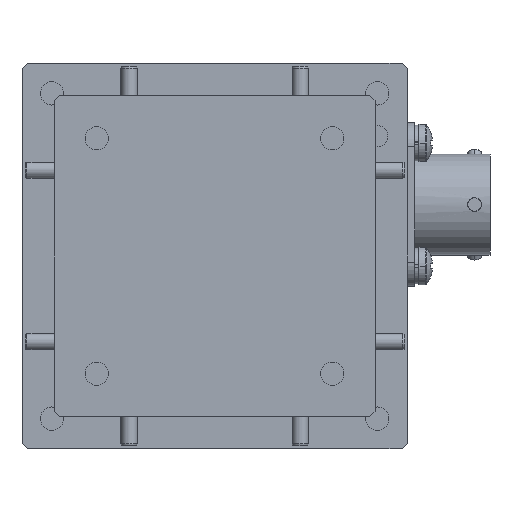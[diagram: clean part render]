
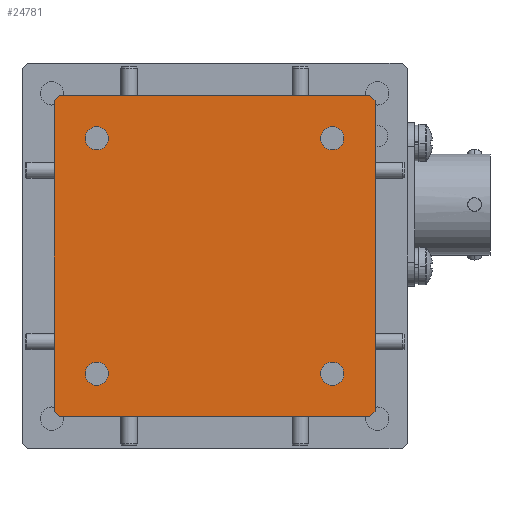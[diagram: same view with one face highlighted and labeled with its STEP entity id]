
A CAD part, front view. The second image highlights one B-rep face of the part: STEP entity #24781.
In plain terms, the highlighted planar face has unit normal (0, -1, 0).
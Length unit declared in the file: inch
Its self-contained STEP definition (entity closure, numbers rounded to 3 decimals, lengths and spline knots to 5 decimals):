
#194 = DIRECTION ( 'NONE',  ( 0., -1., 0. ) ) ;
#339 = DIRECTION ( 'NONE',  ( 0., -1., 0. ) ) ;
#482 = VERTEX_POINT ( 'NONE', #10736 ) ;
#565 = EDGE_CURVE ( 'NONE', #24550, #9662, #14406, .T. ) ;
#687 = DIRECTION ( 'NONE',  ( 0., -1., 0. ) ) ;
#755 = CARTESIAN_POINT ( 'NONE',  ( -0.68745, 0., 0.68745 ) ) ;
#1046 = VECTOR ( 'NONE', #4505, 39.37008 ) ;
#1120 = EDGE_CURVE ( 'NONE', #24550, #30460, #23148, .T. ) ;
#1201 = AXIS2_PLACEMENT_3D ( 'NONE', #4056, #25808, #15933 ) ;
#1450 = EDGE_LOOP ( 'NONE', ( #27912, #29795, #25759, #15422, #18177, #14545, #15897, #1869 ) ) ;
#1869 = ORIENTED_EDGE ( 'NONE', *, *, #17987, .T. ) ;
#2136 = CARTESIAN_POINT ( 'NONE',  ( 0.68745, 0., -0.68745 ) ) ;
#2178 = DIRECTION ( 'NONE',  ( -1., 0., 0. ) ) ;
#2939 = LINE ( 'NONE', #7050, #4488 ) ;
#3198 = AXIS2_PLACEMENT_3D ( 'NONE', #10351, #687, #17494 ) ;
#4056 = CARTESIAN_POINT ( 'NONE',  ( 0.68745, 0., -0.68745 ) ) ;
#4131 = CARTESIAN_POINT ( 'NONE',  ( -0.93725, 0., -0.90725 ) ) ;
#4488 = VECTOR ( 'NONE', #29198, 39.37008 ) ;
#4505 = DIRECTION ( 'NONE',  ( 0., 0., -1. ) ) ;
#5161 = CARTESIAN_POINT ( 'NONE',  ( -0.68745, 0., -0.68745 ) ) ;
#5214 = CIRCLE ( 'NONE', #3198, 0.068 ) ;
#5376 = VERTEX_POINT ( 'NONE', #18731 ) ;
#5726 = EDGE_LOOP ( 'NONE', ( #15911, #28518 ) ) ;
#5870 = VERTEX_POINT ( 'NONE', #29290 ) ;
#5872 = CARTESIAN_POINT ( 'NONE',  ( 0.75545, 0., 0.68745 ) ) ;
#6859 = CARTESIAN_POINT ( 'NONE',  ( -0.75545, 0., -0.68745 ) ) ;
#6869 = CIRCLE ( 'NONE', #9240, 0.068 ) ;
#6906 = DIRECTION ( 'NONE',  ( 0.707, 0., -0.707 ) ) ;
#7045 = DIRECTION ( 'NONE',  ( 0., -1., 0. ) ) ;
#7050 = CARTESIAN_POINT ( 'NONE',  ( -0.90725, 0., 0.93725 ) ) ;
#7093 = CARTESIAN_POINT ( 'NONE',  ( -0.61945, 0., -0.68745 ) ) ;
#7473 = DIRECTION ( 'NONE',  ( 1., 0., 0. ) ) ;
#7521 = DIRECTION ( 'NONE',  ( 0., 0., 1. ) ) ;
#8036 = ORIENTED_EDGE ( 'NONE', *, *, #21480, .F. ) ;
#8091 = CIRCLE ( 'NONE', #1201, 0.068 ) ;
#8476 = EDGE_LOOP ( 'NONE', ( #26343, #15090 ) ) ;
#9200 = AXIS2_PLACEMENT_3D ( 'NONE', #11719, #16512, #2178 ) ;
#9240 = AXIS2_PLACEMENT_3D ( 'NONE', #25938, #28436, #21293 ) ;
#9662 = VERTEX_POINT ( 'NONE', #29763 ) ;
#9824 = CARTESIAN_POINT ( 'NONE',  ( -0.61945, 0., 0.68745 ) ) ;
#9880 = CARTESIAN_POINT ( 'NONE',  ( -0.93725, 0., -0.93725 ) ) ;
#10351 = CARTESIAN_POINT ( 'NONE',  ( 0.68745, 0., 0.68745 ) ) ;
#10482 = EDGE_LOOP ( 'NONE', ( #23344, #31815 ) ) ;
#10736 = CARTESIAN_POINT ( 'NONE',  ( 0.75545, 0., -0.68745 ) ) ;
#11445 = AXIS2_PLACEMENT_3D ( 'NONE', #5161, #339, #17445 ) ;
#11719 = CARTESIAN_POINT ( 'NONE',  ( -0.93725, 0., 0.93725 ) ) ;
#12081 = DIRECTION ( 'NONE',  ( -0.707, 0., 0.707 ) ) ;
#12164 = CARTESIAN_POINT ( 'NONE',  ( 0.93725, 0., 0.90725 ) ) ;
#12311 = AXIS2_PLACEMENT_3D ( 'NONE', #755, #17560, #27366 ) ;
#12394 = CIRCLE ( 'NONE', #12311, 0.068 ) ;
#12682 = LINE ( 'NONE', #22653, #14972 ) ;
#12683 = VERTEX_POINT ( 'NONE', #7093 ) ;
#12690 = EDGE_CURVE ( 'NONE', #25367, #14957, #30060, .T. ) ;
#12770 = FACE_OUTER_BOUND ( 'NONE', #1450, .T. ) ;
#12773 = EDGE_CURVE ( 'NONE', #5870, #14892, #12394, .T. ) ;
#14131 = VERTEX_POINT ( 'NONE', #25413 ) ;
#14203 = VECTOR ( 'NONE', #6906, 39.37008 ) ;
#14406 = LINE ( 'NONE', #30858, #14770 ) ;
#14545 = ORIENTED_EDGE ( 'NONE', *, *, #21012, .T. ) ;
#14770 = VECTOR ( 'NONE', #19020, 39.37008 ) ;
#14892 = VERTEX_POINT ( 'NONE', #9824 ) ;
#14957 = VERTEX_POINT ( 'NONE', #20085 ) ;
#14972 = VECTOR ( 'NONE', #29934, 39.37008 ) ;
#15072 = EDGE_CURVE ( 'NONE', #19118, #12683, #6869, .T. ) ;
#15090 = ORIENTED_EDGE ( 'NONE', *, *, #25713, .F. ) ;
#15422 = ORIENTED_EDGE ( 'NONE', *, *, #15753, .T. ) ;
#15753 = EDGE_CURVE ( 'NONE', #18793, #5376, #31430, .T. ) ;
#15897 = ORIENTED_EDGE ( 'NONE', *, *, #12690, .F. ) ;
#15911 = ORIENTED_EDGE ( 'NONE', *, *, #25448, .F. ) ;
#15933 = DIRECTION ( 'NONE',  ( 1., 0., 0. ) ) ;
#16115 = CIRCLE ( 'NONE', #11445, 0.068 ) ;
#16125 = EDGE_CURVE ( 'NONE', #18793, #30460, #17146, .T. ) ;
#16352 = DIRECTION ( 'NONE',  ( 1., 0., 0. ) ) ;
#16512 = DIRECTION ( 'NONE',  ( 0., 1., 0. ) ) ;
#16672 = CARTESIAN_POINT ( 'NONE',  ( 0.93725, 0., -0.93725 ) ) ;
#16908 = CARTESIAN_POINT ( 'NONE',  ( -0.93725, 0., -0.90725 ) ) ;
#17146 = LINE ( 'NONE', #16672, #1046 ) ;
#17445 = DIRECTION ( 'NONE',  ( 1., 0., 0. ) ) ;
#17494 = DIRECTION ( 'NONE',  ( 1., 0., 0. ) ) ;
#17560 = DIRECTION ( 'NONE',  ( 0., -1., 0. ) ) ;
#17908 = VERTEX_POINT ( 'NONE', #26105 ) ;
#17987 = EDGE_CURVE ( 'NONE', #25367, #9662, #28043, .T. ) ;
#18167 = DIRECTION ( 'NONE',  ( 0.707, 0., 0.707 ) ) ;
#18177 = ORIENTED_EDGE ( 'NONE', *, *, #25967, .F. ) ;
#18731 = CARTESIAN_POINT ( 'NONE',  ( 0.90725, 0., 0.93725 ) ) ;
#18793 = VERTEX_POINT ( 'NONE', #12164 ) ;
#18805 = CARTESIAN_POINT ( 'NONE',  ( 0.68745, 0., 0.68745 ) ) ;
#19020 = DIRECTION ( 'NONE',  ( -1., 0., 0. ) ) ;
#19118 = VERTEX_POINT ( 'NONE', #6859 ) ;
#20085 = CARTESIAN_POINT ( 'NONE',  ( -0.93725, 0., 0.90725 ) ) ;
#20431 = EDGE_CURVE ( 'NONE', #14892, #5870, #30224, .T. ) ;
#20465 = VECTOR ( 'NONE', #18167, 39.37008 ) ;
#20617 = VECTOR ( 'NONE', #12081, 39.37008 ) ;
#21012 = EDGE_CURVE ( 'NONE', #17908, #14957, #2939, .T. ) ;
#21293 = DIRECTION ( 'NONE',  ( 1., 0., 0. ) ) ;
#21480 = EDGE_CURVE ( 'NONE', #27861, #14131, #5214, .T. ) ;
#21864 = CIRCLE ( 'NONE', #23157, 0.068 ) ;
#22341 = CARTESIAN_POINT ( 'NONE',  ( -0.68745, 0., 0.68745 ) ) ;
#22426 = CARTESIAN_POINT ( 'NONE',  ( 0.90725, 0., -0.93725 ) ) ;
#22484 = ORIENTED_EDGE ( 'NONE', *, *, #28692, .F. ) ;
#22651 = EDGE_LOOP ( 'NONE', ( #8036, #22484 ) ) ;
#22653 = CARTESIAN_POINT ( 'NONE',  ( 0.93725, 0., 0.93725 ) ) ;
#23148 = LINE ( 'NONE', #25607, #20465 ) ;
#23157 = AXIS2_PLACEMENT_3D ( 'NONE', #2136, #7045, #26346 ) ;
#23344 = ORIENTED_EDGE ( 'NONE', *, *, #20431, .F. ) ;
#23453 = VECTOR ( 'NONE', #7521, 39.37008 ) ;
#23650 = CIRCLE ( 'NONE', #30448, 0.068 ) ;
#23841 = FACE_BOUND ( 'NONE', #8476, .T. ) ;
#24550 = VERTEX_POINT ( 'NONE', #22426 ) ;
#24781 = ADVANCED_FACE ( 'NONE', ( #26963, #25395, #23841, #30806, #12770 ), #28670, .F. ) ;
#25367 = VERTEX_POINT ( 'NONE', #16908 ) ;
#25395 = FACE_BOUND ( 'NONE', #22651, .T. ) ;
#25413 = CARTESIAN_POINT ( 'NONE',  ( 0.61945, 0., 0.68745 ) ) ;
#25448 = EDGE_CURVE ( 'NONE', #12683, #19118, #16115, .T. ) ;
#25454 = CARTESIAN_POINT ( 'NONE',  ( 0.61945, 0., -0.68745 ) ) ;
#25607 = CARTESIAN_POINT ( 'NONE',  ( 0.90725, 0., -0.93725 ) ) ;
#25713 = EDGE_CURVE ( 'NONE', #26055, #482, #8091, .T. ) ;
#25759 = ORIENTED_EDGE ( 'NONE', *, *, #16125, .F. ) ;
#25764 = EDGE_CURVE ( 'NONE', #482, #26055, #21864, .T. ) ;
#25808 = DIRECTION ( 'NONE',  ( 0., -1., 0. ) ) ;
#25938 = CARTESIAN_POINT ( 'NONE',  ( -0.68745, 0., -0.68745 ) ) ;
#25967 = EDGE_CURVE ( 'NONE', #17908, #5376, #12682, .T. ) ;
#26055 = VERTEX_POINT ( 'NONE', #25454 ) ;
#26105 = CARTESIAN_POINT ( 'NONE',  ( -0.90725, 0., 0.93725 ) ) ;
#26343 = ORIENTED_EDGE ( 'NONE', *, *, #25764, .F. ) ;
#26346 = DIRECTION ( 'NONE',  ( 1., 0., 0. ) ) ;
#26963 = FACE_BOUND ( 'NONE', #10482, .T. ) ;
#27366 = DIRECTION ( 'NONE',  ( 1., 0., 0. ) ) ;
#27861 = VERTEX_POINT ( 'NONE', #5872 ) ;
#27912 = ORIENTED_EDGE ( 'NONE', *, *, #565, .F. ) ;
#28043 = LINE ( 'NONE', #4131, #14203 ) ;
#28436 = DIRECTION ( 'NONE',  ( 0., -1., 0. ) ) ;
#28518 = ORIENTED_EDGE ( 'NONE', *, *, #15072, .F. ) ;
#28670 = PLANE ( 'NONE',  #9200 ) ;
#28692 = EDGE_CURVE ( 'NONE', #14131, #27861, #23650, .T. ) ;
#28742 = DIRECTION ( 'NONE',  ( 0., -1., 0. ) ) ;
#29198 = DIRECTION ( 'NONE',  ( -0.707, 0., -0.707 ) ) ;
#29290 = CARTESIAN_POINT ( 'NONE',  ( -0.75545, 0., 0.68745 ) ) ;
#29382 = CARTESIAN_POINT ( 'NONE',  ( 0.93725, 0., 0.90725 ) ) ;
#29763 = CARTESIAN_POINT ( 'NONE',  ( -0.90725, 0., -0.93725 ) ) ;
#29795 = ORIENTED_EDGE ( 'NONE', *, *, #1120, .T. ) ;
#29934 = DIRECTION ( 'NONE',  ( 1., 0., 0. ) ) ;
#30060 = LINE ( 'NONE', #9880, #23453 ) ;
#30224 = CIRCLE ( 'NONE', #31344, 0.068 ) ;
#30448 = AXIS2_PLACEMENT_3D ( 'NONE', #18805, #28742, #16352 ) ;
#30460 = VERTEX_POINT ( 'NONE', #31506 ) ;
#30806 = FACE_BOUND ( 'NONE', #5726, .T. ) ;
#30858 = CARTESIAN_POINT ( 'NONE',  ( 0.93725, 0., -0.93725 ) ) ;
#31344 = AXIS2_PLACEMENT_3D ( 'NONE', #22341, #194, #7473 ) ;
#31430 = LINE ( 'NONE', #29382, #20617 ) ;
#31506 = CARTESIAN_POINT ( 'NONE',  ( 0.93725, 0., -0.90725 ) ) ;
#31815 = ORIENTED_EDGE ( 'NONE', *, *, #12773, .F. ) ;
